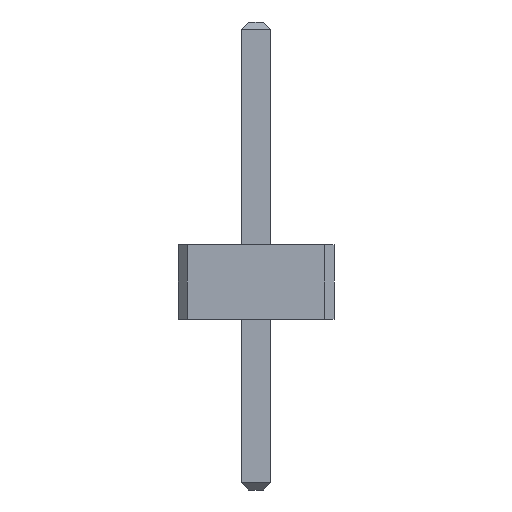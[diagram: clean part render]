
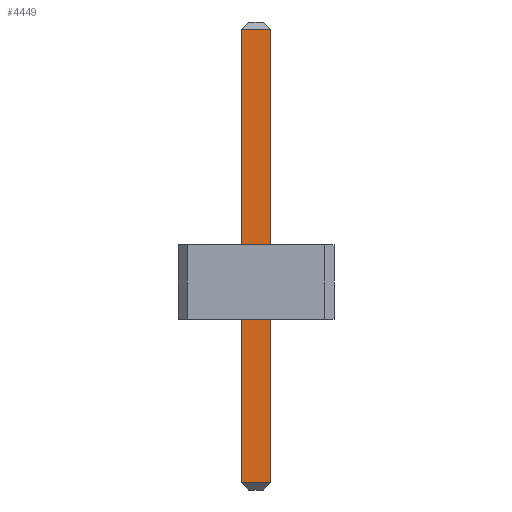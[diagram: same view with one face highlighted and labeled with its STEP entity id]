
A CAD part, front view. The second image highlights one B-rep face of the part: STEP entity #4449.
In plain terms, the highlighted planar face has unit normal (0, -1, 0).
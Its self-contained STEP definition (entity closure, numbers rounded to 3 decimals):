
#13=DIRECTION('',(0.,0.,1.));
#27=VECTOR('',#13,1.);
#67=DIRECTION('',(1.,0.,0.));
#2093=VECTOR('',#67,1.);
#2104=DIRECTION('',(0.,1.,0.));
#4426=EDGE_CURVE('',#4427,#4429,#4431,.T.);
#4427=VERTEX_POINT('',#4428);
#4428=CARTESIAN_POINT('',(-0.2,-44.65,-2.2));
#4429=VERTEX_POINT('',#4430);
#4430=CARTESIAN_POINT('',(-0.2,-44.65,3.9));
#4431=LINE('',#4432,#27);
#4432=CARTESIAN_POINT('',(-0.2,-44.65,-2.3));
#4449=ADVANCED_FACE('',(#4450),#4467,.F.);
#4450=FACE_BOUND('',#4451,.F.);
#4451=EDGE_LOOP('',(#4452,#4460,#4463,#4464));
#4452=ORIENTED_EDGE('',*,*,#4453,.F.);
#4453=EDGE_CURVE('',#4454,#4456,#4458,.T.);
#4454=VERTEX_POINT('',#4455);
#4455=CARTESIAN_POINT('',(0.2,-44.65,-2.2));
#4456=VERTEX_POINT('',#4457);
#4457=CARTESIAN_POINT('',(0.2,-44.65,3.9));
#4458=LINE('',#4459,#27);
#4459=CARTESIAN_POINT('',(0.2,-44.65,-2.3));
#4460=ORIENTED_EDGE('',*,*,#4461,.F.);
#4461=EDGE_CURVE('',#4427,#4454,#4462,.T.);
#4462=LINE('',#4428,#2093);
#4463=ORIENTED_EDGE('',*,*,#4426,.T.);
#4464=ORIENTED_EDGE('',*,*,#4465,.T.);
#4465=EDGE_CURVE('',#4429,#4456,#4466,.T.);
#4466=LINE('',#4430,#2093);
#4467=PLANE('',#4468);
#4468=AXIS2_PLACEMENT_3D('',#4432,#2104,#13);
